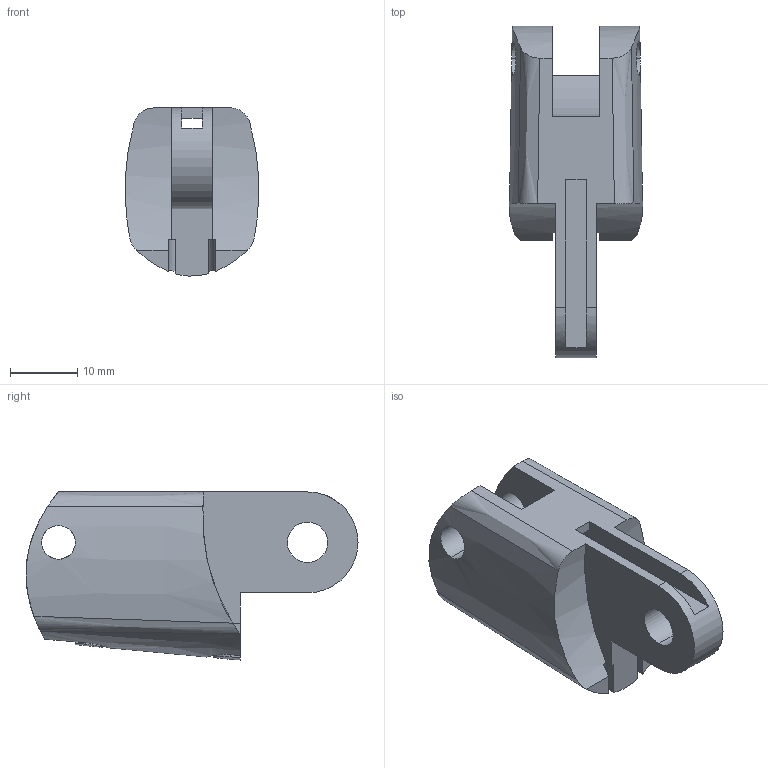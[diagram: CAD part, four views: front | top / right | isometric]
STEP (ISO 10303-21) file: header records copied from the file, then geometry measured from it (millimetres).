
FILE_DESCRIPTION (( 'STEP AP214' ), '1' );
FILE_NAME ('Thumb Proximal Phalanx.STEP', '2024-08-08T08:37:53', ( '' ), ( '' ), 'SwSTEP 2.0', 'SolidWorks 2023', '' );
FILE_SCHEMA (( 'AUTOMOTIVE_DESIGN' ));
Length unit declared in the file: millimetre
Products named in the file (1): Thumb Proximal Phalanx
Bounding box: 19.82 x 49.33 x 24.99 mm (x, y, z)
Volume: 10640.2 mm3; surface area: 4564.4 mm2
Topology: 1 solids, 1 shells, 48 faces, 141 edges, 94 vertices
Faces by surface type: plane 23, bspline 14, cylinder 11
Entity records: 2182 total; most frequent: CARTESIAN_POINT 1000, ORIENTED_EDGE 282, DIRECTION 173, EDGE_CURVE 141, VERTEX_POINT 94, VECTOR 71, LINE 71, EDGE_LOOP 55
